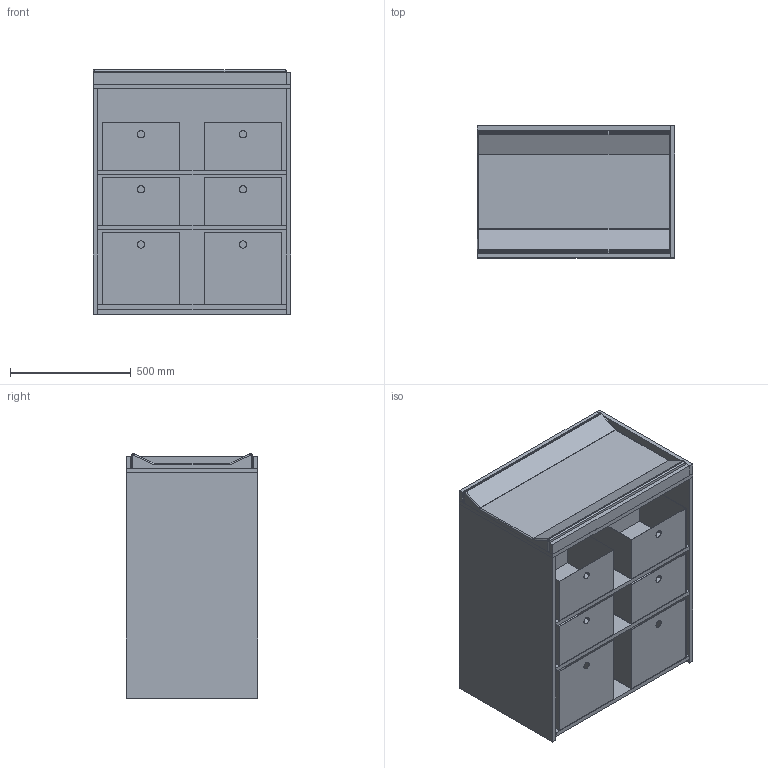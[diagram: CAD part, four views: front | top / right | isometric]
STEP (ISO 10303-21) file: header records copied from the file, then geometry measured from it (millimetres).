
FILE_DESCRIPTION(/* description */ ('STEP AP214'),/* implementation_level */ '2;1');
FILE_NAME(/* name */ '6086f0e520721611009b5ec6',/* time_stamp */ '2021-04-26T16:57:11+00:00',/* author */ (''),/* organization */ (''),/* preprocessor_version */ 'ST-DEVELOPER v18.1',/* originating_system */ ' ',/* authorisation */ ' ');
FILE_SCHEMA (('AUTOMOTIVE_DESIGN {1 0 10303 214 3 1 1}'));
Length unit declared in the file: metre
Products named in the file (11): Baby Changing Table Assembly; Basket 320 x 270 x 200 mm; Baby change mat; Basket 320 x 270 x 300 mm; Baby Changing Table <1>; Back plate; Shelf plate; Top front plate; Side plate; Base plate; Top side plate
Assembly tree (18 placements, depth 3):
  Baby Changing Table Assembly
    Basket 320 x 270 x 200 mm  x4
    Baby change mat
    Basket 320 x 270 x 300 mm  x2
    Baby Changing Table <1>
      Back plate
      Shelf plate  x3
      Top front plate  x2
      Side plate  x2
      Base plate
      Top side plate
Bounding box: 818 x 546 x 1010 mm (x, y, z)
Volume: 77177807.1 mm3; surface area: 12796944.1 mm2
Topology: 17 solids, 17 shells, 174 faces, 382 edges, 240 vertices
Faces by surface type: plane 136, cylinder 26, sphere 8, torus 4
Full cylindrical faces by diameter (mm): 30 x6
Entity records: 3015 total; most frequent: DIRECTION 502, CARTESIAN_POINT 465, ORIENTED_EDGE 424, EDGE_CURVE 212, AXIS2_PLACEMENT_3D 169, LINE 164, VECTOR 164, VERTEX_POINT 132
